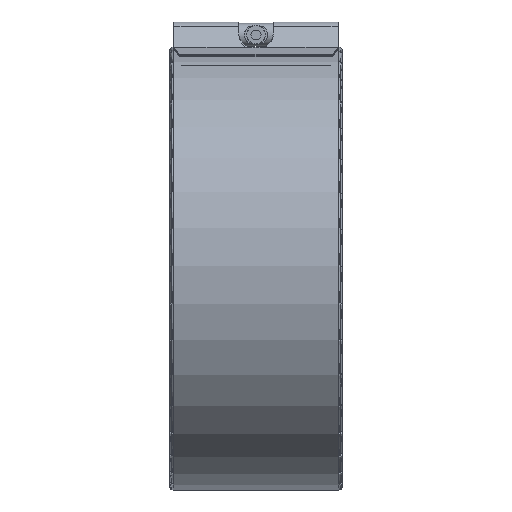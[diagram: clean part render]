
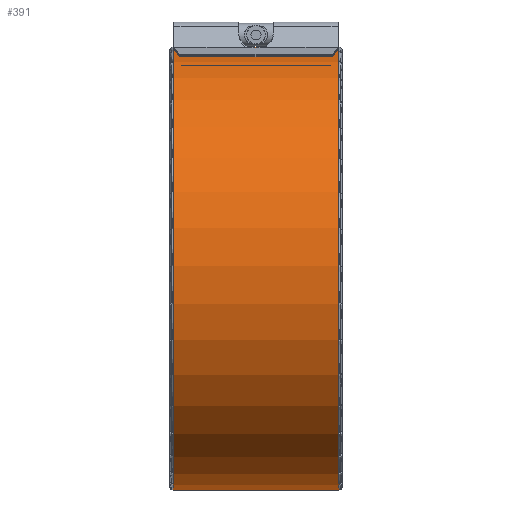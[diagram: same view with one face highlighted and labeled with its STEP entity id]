
A CAD part, front view. The second image highlights one B-rep face of the part: STEP entity #391.
In plain terms, the highlighted cylindrical face has radius 116 mm (diameter 232 mm), a partial arc.
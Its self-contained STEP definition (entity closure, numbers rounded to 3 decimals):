
#305=ELLIPSE('',#2539,232.,116.);
#306=ELLIPSE('',#2541,232.,116.);
#391=ADVANCED_FACE('',(#552),#471,.T.);
#471=CYLINDRICAL_SURFACE('',#2542,116.);
#552=FACE_OUTER_BOUND('',#696,.T.);
#696=EDGE_LOOP('',(#1245,#1246,#1247,#1248,#1249,#1250));
#815=CIRCLE('',#2536,116.);
#817=CIRCLE('',#2540,116.);
#1245=ORIENTED_EDGE('',*,*,#1899,.F.);
#1246=ORIENTED_EDGE('',*,*,#1900,.T.);
#1247=ORIENTED_EDGE('',*,*,#1896,.F.);
#1248=ORIENTED_EDGE('',*,*,#1901,.T.);
#1249=ORIENTED_EDGE('',*,*,#1902,.T.);
#1250=ORIENTED_EDGE('',*,*,#1903,.F.);
#1626=VERTEX_POINT('',#3858);
#1627=VERTEX_POINT('',#3859);
#1628=VERTEX_POINT('',#3885);
#1629=VERTEX_POINT('',#3886);
#1630=VERTEX_POINT('',#3889);
#1631=VERTEX_POINT('',#3891);
#1896=EDGE_CURVE('',#1626,#1627,#815,.T.);
#1899=EDGE_CURVE('',#1628,#1629,#2140,.T.);
#1900=EDGE_CURVE('',#1628,#1627,#305,.T.);
#1901=EDGE_CURVE('',#1626,#1630,#2141,.T.);
#1902=EDGE_CURVE('',#1630,#1631,#817,.T.);
#1903=EDGE_CURVE('',#1629,#1631,#306,.T.);
#2140=LINE('',#3884,#2330);
#2141=LINE('',#3888,#2331);
#2330=VECTOR('',#3065,1.);
#2331=VECTOR('',#3068,1.);
#2536=AXIS2_PLACEMENT_3D('',#3857,#3059,#3060);
#2539=AXIS2_PLACEMENT_3D('',#3887,#3066,#3067);
#2540=AXIS2_PLACEMENT_3D('',#3890,#3069,#3070);
#2541=AXIS2_PLACEMENT_3D('',#3892,#3071,#3072);
#2542=AXIS2_PLACEMENT_3D('',#3893,#3073,#3074);
#3059=DIRECTION('',(-1.,0.,0.));
#3060=DIRECTION('',(0.,0.,1.));
#3065=DIRECTION('',(1.,0.,0.));
#3066=DIRECTION('',(0.5,-0.866,0.));
#3067=DIRECTION('',(-0.866,-0.5,0.));
#3068=DIRECTION('',(1.,0.,0.));
#3069=DIRECTION('',(-1.,0.,0.));
#3070=DIRECTION('',(0.,0.,1.));
#3071=DIRECTION('',(0.5,0.866,0.));
#3072=DIRECTION('',(-0.866,0.5,0.));
#3073=DIRECTION('',(-1.,0.,0.));
#3074=DIRECTION('',(0.,0.,1.));
#3857=CARTESIAN_POINT('',(-43.45,0.,0.));
#3858=CARTESIAN_POINT('',(-43.45,13.237,115.242));
#3859=CARTESIAN_POINT('',(-43.45,-2.425,115.975));
#3884=CARTESIAN_POINT('',(-43.45,0.,116.));
#3885=CARTESIAN_POINT('',(-39.25,0.,116.));
#3886=CARTESIAN_POINT('',(39.25,0.,116.));
#3887=CARTESIAN_POINT('',(-39.25,0.,0.));
#3888=CARTESIAN_POINT('',(-43.45,13.237,115.242));
#3889=CARTESIAN_POINT('',(43.45,13.237,115.242));
#3890=CARTESIAN_POINT('',(43.45,0.,0.));
#3891=CARTESIAN_POINT('',(43.45,-2.425,115.975));
#3892=CARTESIAN_POINT('',(39.25,0.,0.));
#3893=CARTESIAN_POINT('',(0.,0.,0.));
